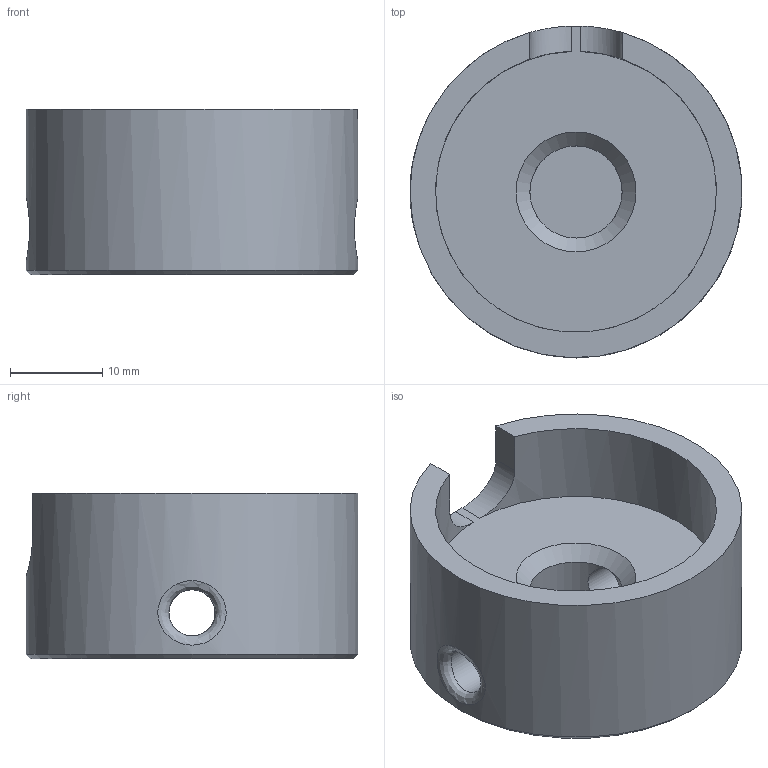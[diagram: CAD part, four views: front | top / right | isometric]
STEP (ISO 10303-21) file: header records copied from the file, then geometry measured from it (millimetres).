
FILE_DESCRIPTION(/* description */ (''),/* implementation_level */ '2;1');
FILE_NAME(/* name */ 'Handsfree-head v2.step',/* time_stamp */ '2021-09-04T16:22:58+09:00',/* author */ (''),/* organization */ (''),/* preprocessor_version */ 'ST-DEVELOPER v18.1',/* originating_system */ 'Autodesk Translation Framework v10.10.0.1391',/* authorisation */ '');
FILE_SCHEMA (('AUTOMOTIVE_DESIGN { 1 0 10303 214 3 1 1 }'));
Length unit declared in the file: millimetre
Products named in the file (1): Handsfree-head
Bounding box: 36 x 36 x 18 mm (x, y, z)
Volume: 10353.3 mm3; surface area: 5307.4 mm2
Topology: 1 solids, 1 shells, 17 faces, 48 edges, 31 vertices
Faces by surface type: cylinder 7, plane 6, cone 2, bspline 2
Full cylindrical faces by diameter (mm): 5 x2, 10 x1, 36 x1
Entity records: 883 total; most frequent: CARTESIAN_POINT 430, ORIENTED_EDGE 96, DIRECTION 75, EDGE_CURVE 48, VERTEX_POINT 31, AXIS2_PLACEMENT_3D 29, EDGE_LOOP 19, B_SPLINE_CURVE_WITH_KNOTS 18
